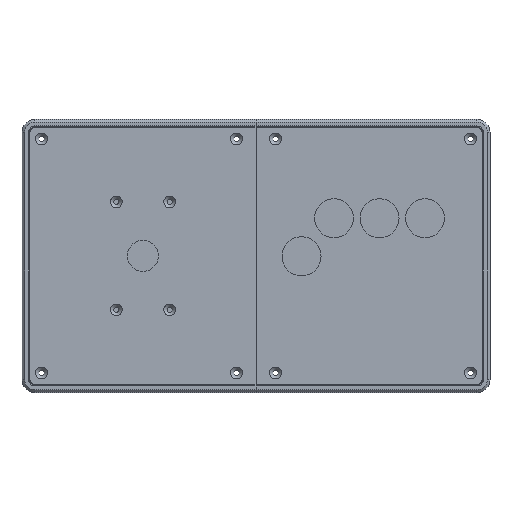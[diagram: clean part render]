
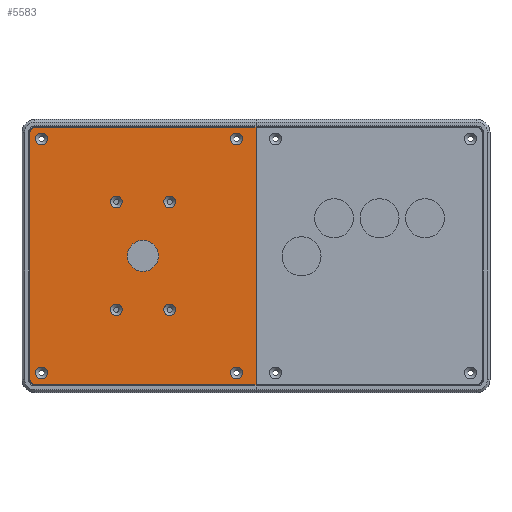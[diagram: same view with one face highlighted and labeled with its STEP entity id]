
A CAD part, top view. The second image highlights one B-rep face of the part: STEP entity #5583.
In plain terms, the highlighted planar face has unit normal (0, 0, 1).
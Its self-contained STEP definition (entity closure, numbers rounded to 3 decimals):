
#225=FACE_BOUND('',#1043,.T.);
#226=FACE_BOUND('',#1044,.T.);
#227=FACE_BOUND('',#1045,.T.);
#228=FACE_BOUND('',#1046,.T.);
#229=FACE_BOUND('',#1047,.T.);
#230=FACE_BOUND('',#1048,.T.);
#231=FACE_BOUND('',#1049,.T.);
#232=FACE_BOUND('',#1050,.T.);
#233=FACE_BOUND('',#1051,.T.);
#371=CIRCLE('',#5994,4.5);
#373=CIRCLE('',#5997,4.5);
#374=CIRCLE('',#5998,4.5);
#375=CIRCLE('',#5999,4.5);
#376=CIRCLE('',#6000,4.5);
#377=CIRCLE('',#6001,12.);
#378=CIRCLE('',#6002,4.55);
#379=CIRCLE('',#6003,4.55);
#380=CIRCLE('',#6004,4.55);
#381=CIRCLE('',#6005,4.55);
#382=CIRCLE('',#6006,4.5);
#665=FACE_OUTER_BOUND('',#1042,.T.);
#1042=EDGE_LOOP('',(#4575,#4576,#4577,#4578,#4579,#4580));
#1043=EDGE_LOOP('',(#4581));
#1044=EDGE_LOOP('',(#4582));
#1045=EDGE_LOOP('',(#4583));
#1046=EDGE_LOOP('',(#4584));
#1047=EDGE_LOOP('',(#4585));
#1048=EDGE_LOOP('',(#4586));
#1049=EDGE_LOOP('',(#4587));
#1050=EDGE_LOOP('',(#4588));
#1051=EDGE_LOOP('',(#4589));
#1616=LINE('',#8815,#2182);
#1617=LINE('',#8817,#2183);
#1618=LINE('',#8819,#2184);
#1619=LINE('',#8823,#2185);
#2182=VECTOR('',#7138,10.);
#2183=VECTOR('',#7139,10.);
#2184=VECTOR('',#7140,10.);
#2185=VECTOR('',#7143,10.);
#2682=VERTEX_POINT('',#8807);
#2684=VERTEX_POINT('',#8813);
#2685=VERTEX_POINT('',#8814);
#2686=VERTEX_POINT('',#8816);
#2687=VERTEX_POINT('',#8818);
#2688=VERTEX_POINT('',#8820);
#2689=VERTEX_POINT('',#8822);
#2690=VERTEX_POINT('',#8825);
#2691=VERTEX_POINT('',#8827);
#2692=VERTEX_POINT('',#8829);
#2693=VERTEX_POINT('',#8831);
#2694=VERTEX_POINT('',#8833);
#2695=VERTEX_POINT('',#8835);
#2696=VERTEX_POINT('',#8837);
#2697=VERTEX_POINT('',#8839);
#3338=EDGE_CURVE('',#2682,#2682,#371,.T.);
#3341=EDGE_CURVE('',#2684,#2685,#1616,.T.);
#3342=EDGE_CURVE('',#2686,#2684,#1617,.T.);
#3343=EDGE_CURVE('',#2687,#2686,#1618,.T.);
#3344=EDGE_CURVE('',#2688,#2687,#373,.T.);
#3345=EDGE_CURVE('',#2689,#2688,#1619,.T.);
#3346=EDGE_CURVE('',#2685,#2689,#374,.T.);
#3347=EDGE_CURVE('',#2690,#2690,#375,.T.);
#3348=EDGE_CURVE('',#2691,#2691,#376,.T.);
#3349=EDGE_CURVE('',#2692,#2692,#377,.T.);
#3350=EDGE_CURVE('',#2693,#2693,#378,.T.);
#3351=EDGE_CURVE('',#2694,#2694,#379,.T.);
#3352=EDGE_CURVE('',#2695,#2695,#380,.T.);
#3353=EDGE_CURVE('',#2696,#2696,#381,.T.);
#3354=EDGE_CURVE('',#2697,#2697,#382,.T.);
#4575=ORIENTED_EDGE('',*,*,#3341,.F.);
#4576=ORIENTED_EDGE('',*,*,#3342,.F.);
#4577=ORIENTED_EDGE('',*,*,#3343,.F.);
#4578=ORIENTED_EDGE('',*,*,#3344,.F.);
#4579=ORIENTED_EDGE('',*,*,#3345,.F.);
#4580=ORIENTED_EDGE('',*,*,#3346,.F.);
#4581=ORIENTED_EDGE('',*,*,#3347,.F.);
#4582=ORIENTED_EDGE('',*,*,#3348,.F.);
#4583=ORIENTED_EDGE('',*,*,#3349,.T.);
#4584=ORIENTED_EDGE('',*,*,#3350,.F.);
#4585=ORIENTED_EDGE('',*,*,#3351,.F.);
#4586=ORIENTED_EDGE('',*,*,#3352,.F.);
#4587=ORIENTED_EDGE('',*,*,#3353,.F.);
#4588=ORIENTED_EDGE('',*,*,#3354,.F.);
#4589=ORIENTED_EDGE('',*,*,#3338,.F.);
#5361=PLANE('',#5996);
#5583=ADVANCED_FACE('',(#665,#225,#226,#227,#228,#229,#230,#231,#232,#233),
#5361,.F.);
#5994=AXIS2_PLACEMENT_3D('',#8808,#7131,#7132);
#5996=AXIS2_PLACEMENT_3D('',#8812,#7136,#7137);
#5997=AXIS2_PLACEMENT_3D('',#8821,#7141,#7142);
#5998=AXIS2_PLACEMENT_3D('',#8824,#7144,#7145);
#5999=AXIS2_PLACEMENT_3D('',#8826,#7146,#7147);
#6000=AXIS2_PLACEMENT_3D('',#8828,#7148,#7149);
#6001=AXIS2_PLACEMENT_3D('',#8830,#7150,#7151);
#6002=AXIS2_PLACEMENT_3D('',#8832,#7152,#7153);
#6003=AXIS2_PLACEMENT_3D('',#8834,#7154,#7155);
#6004=AXIS2_PLACEMENT_3D('',#8836,#7156,#7157);
#6005=AXIS2_PLACEMENT_3D('',#8838,#7158,#7159);
#6006=AXIS2_PLACEMENT_3D('',#8840,#7160,#7161);
#7131=DIRECTION('center_axis',(0.,0.,1.));
#7132=DIRECTION('ref_axis',(-1.,0.,0.));
#7136=DIRECTION('center_axis',(0.,0.,-1.));
#7137=DIRECTION('ref_axis',(0.,-1.,0.));
#7138=DIRECTION('',(-1.,0.,0.));
#7139=DIRECTION('',(0.,-1.,0.));
#7140=DIRECTION('',(1.,0.,0.));
#7141=DIRECTION('center_axis',(0.,0.,-1.));
#7142=DIRECTION('ref_axis',(-0.707,0.707,0.));
#7143=DIRECTION('',(0.,1.,0.));
#7144=DIRECTION('center_axis',(0.,0.,-1.));
#7145=DIRECTION('ref_axis',(-0.707,-0.707,0.));
#7146=DIRECTION('center_axis',(0.,0.,1.));
#7147=DIRECTION('ref_axis',(-1.,0.,0.));
#7148=DIRECTION('center_axis',(0.,0.,1.));
#7149=DIRECTION('ref_axis',(-1.,0.,0.));
#7150=DIRECTION('center_axis',(0.,0.,-1.));
#7151=DIRECTION('ref_axis',(1.,0.,0.));
#7152=DIRECTION('center_axis',(0.,0.,1.));
#7153=DIRECTION('ref_axis',(-1.,0.,0.));
#7154=DIRECTION('center_axis',(0.,0.,1.));
#7155=DIRECTION('ref_axis',(-1.,0.,0.));
#7156=DIRECTION('center_axis',(0.,0.,1.));
#7157=DIRECTION('ref_axis',(-1.,0.,0.));
#7158=DIRECTION('center_axis',(0.,0.,1.));
#7159=DIRECTION('ref_axis',(-1.,0.,0.));
#7160=DIRECTION('center_axis',(0.,0.,1.));
#7161=DIRECTION('ref_axis',(-1.,0.,0.));
#8807=CARTESIAN_POINT('',(77.045,63.5,60.));
#8808=CARTESIAN_POINT('Origin',(72.545,63.5,60.));
#8812=CARTESIAN_POINT('Origin',(90.,105.,60.));
#8813=CARTESIAN_POINT('',(180.,6.,60.));
#8814=CARTESIAN_POINT('',(10.5,6.,60.));
#8815=CARTESIAN_POINT('',(90.,6.,60.));
#8816=CARTESIAN_POINT('',(180.,204.,60.));
#8817=CARTESIAN_POINT('',(180.,105.,60.));
#8818=CARTESIAN_POINT('',(10.5,204.,60.));
#8819=CARTESIAN_POINT('',(90.,204.,60.));
#8820=CARTESIAN_POINT('',(6.,199.5,60.));
#8821=CARTESIAN_POINT('Origin',(10.5,199.5,60.));
#8822=CARTESIAN_POINT('',(6.,10.5,60.));
#8823=CARTESIAN_POINT('',(6.,105.,60.));
#8824=CARTESIAN_POINT('Origin',(10.5,10.5,60.));
#8825=CARTESIAN_POINT('',(118.045,63.5,60.));
#8826=CARTESIAN_POINT('Origin',(113.545,63.5,60.));
#8827=CARTESIAN_POINT('',(77.045,146.5,60.));
#8828=CARTESIAN_POINT('Origin',(72.545,146.5,60.));
#8829=CARTESIAN_POINT('',(81.045,105.,60.));
#8830=CARTESIAN_POINT('Origin',(93.045,105.,60.));
#8831=CARTESIAN_POINT('',(19.55,195.,60.));
#8832=CARTESIAN_POINT('Origin',(15.,195.,60.));
#8833=CARTESIAN_POINT('',(169.55,15.,60.));
#8834=CARTESIAN_POINT('Origin',(165.,15.,60.));
#8835=CARTESIAN_POINT('',(19.55,15.,60.));
#8836=CARTESIAN_POINT('Origin',(15.,15.,60.));
#8837=CARTESIAN_POINT('',(169.55,195.,60.));
#8838=CARTESIAN_POINT('Origin',(165.,195.,60.));
#8839=CARTESIAN_POINT('',(118.045,146.5,60.));
#8840=CARTESIAN_POINT('Origin',(113.545,146.5,60.));
